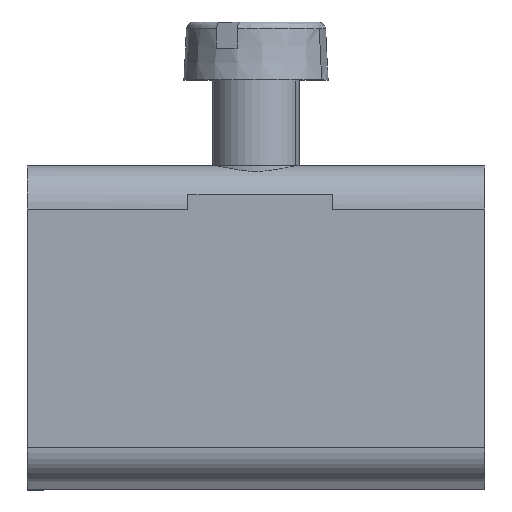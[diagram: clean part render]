
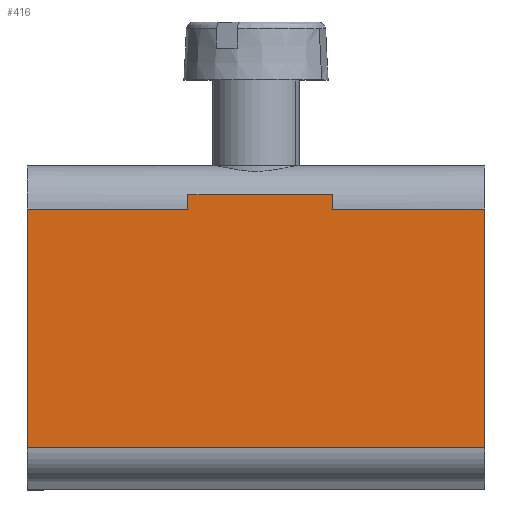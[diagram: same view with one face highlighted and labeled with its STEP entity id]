
A CAD part, top view. The second image highlights one B-rep face of the part: STEP entity #416.
In plain terms, the highlighted planar face has unit normal (0, 0, 1).
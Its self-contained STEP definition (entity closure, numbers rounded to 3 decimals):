
#23 = VERTEX_POINT ( 'NONE', #1483 ) ;
#45 = CARTESIAN_POINT ( 'NONE',  ( -17.071, -7.103, 6.846 ) ) ;
#61 = VECTOR ( 'NONE', #1065, 1000. ) ;
#81 = CARTESIAN_POINT ( 'NONE',  ( -6.521, 1.139, 6.846 ) ) ;
#99 = ORIENTED_EDGE ( 'NONE', *, *, #1572, .T. ) ;
#108 = DIRECTION ( 'NONE',  ( -1., 0., 0. ) ) ;
#161 = DIRECTION ( 'NONE',  ( 0., 1., 0. ) ) ;
#162 = VECTOR ( 'NONE', #264, 1000. ) ;
#215 = CARTESIAN_POINT ( 'NONE',  ( -11.521, 1.629, 6.846 ) ) ;
#251 = VECTOR ( 'NONE', #785, 1000. ) ;
#254 = DIRECTION ( 'NONE',  ( 0., 1., 0. ) ) ;
#264 = DIRECTION ( 'NONE',  ( 0., 1., 0. ) ) ;
#267 = CARTESIAN_POINT ( 'NONE',  ( -1.271, -7.103, 6.846 ) ) ;
#278 = VECTOR ( 'NONE', #1579, 1000. ) ;
#368 = ORIENTED_EDGE ( 'NONE', *, *, #1058, .F. ) ;
#388 = VERTEX_POINT ( 'NONE', #1206 ) ;
#415 = VERTEX_POINT ( 'NONE', #1396 ) ;
#416 = ADVANCED_FACE ( 'NONE', ( #1440 ), #501, .T. ) ;
#419 = LINE ( 'NONE', #1444, #1263 ) ;
#425 = CARTESIAN_POINT ( 'NONE',  ( -11.521, 1.139, 6.846 ) ) ;
#447 = LINE ( 'NONE', #995, #278 ) ;
#464 = CARTESIAN_POINT ( 'NONE',  ( -1.271, -7.103, 6.846 ) ) ;
#479 = CARTESIAN_POINT ( 'NONE',  ( -6.521, 1.629, 6.846 ) ) ;
#501 = PLANE ( 'NONE',  #1554 ) ;
#504 = EDGE_CURVE ( 'NONE', #1369, #388, #419, .T. ) ;
#519 = LINE ( 'NONE', #1614, #61 ) ;
#528 = EDGE_CURVE ( 'NONE', #1238, #1242, #920, .T. ) ;
#560 = EDGE_CURVE ( 'NONE', #1369, #415, #914, .T. ) ;
#564 = VECTOR ( 'NONE', #161, 1000. ) ;
#725 = ORIENTED_EDGE ( 'NONE', *, *, #1424, .T. ) ;
#732 = ORIENTED_EDGE ( 'NONE', *, *, #1581, .T. ) ;
#737 = DIRECTION ( 'NONE',  ( -1., 0., 0. ) ) ;
#785 = DIRECTION ( 'NONE',  ( -1., 0., 0. ) ) ;
#788 = EDGE_LOOP ( 'NONE', ( #1636, #725, #1014, #732, #99, #368, #1112, #1086 ) ) ;
#791 = LINE ( 'NONE', #45, #162 ) ;
#854 = DIRECTION ( 'NONE',  ( 0., 0., 1. ) ) ;
#881 = VECTOR ( 'NONE', #108, 1000. ) ;
#914 = LINE ( 'NONE', #464, #881 ) ;
#920 = LINE ( 'NONE', #215, #251 ) ;
#995 = CARTESIAN_POINT ( 'NONE',  ( -11.521, 1.629, 6.846 ) ) ;
#1014 = ORIENTED_EDGE ( 'NONE', *, *, #528, .T. ) ;
#1029 = CARTESIAN_POINT ( 'NONE',  ( -6.521, 1.629, 6.846 ) ) ;
#1058 = EDGE_CURVE ( 'NONE', #415, #23, #791, .T. ) ;
#1065 = DIRECTION ( 'NONE',  ( -1., 0., 0. ) ) ;
#1086 = ORIENTED_EDGE ( 'NONE', *, *, #504, .T. ) ;
#1112 = ORIENTED_EDGE ( 'NONE', *, *, #560, .F. ) ;
#1178 = LINE ( 'NONE', #1477, #1607 ) ;
#1206 = CARTESIAN_POINT ( 'NONE',  ( -1.271, 1.139, 6.846 ) ) ;
#1223 = VERTEX_POINT ( 'NONE', #425 ) ;
#1238 = VERTEX_POINT ( 'NONE', #1029 ) ;
#1242 = VERTEX_POINT ( 'NONE', #1692 ) ;
#1263 = VECTOR ( 'NONE', #254, 1000. ) ;
#1369 = VERTEX_POINT ( 'NONE', #267 ) ;
#1396 = CARTESIAN_POINT ( 'NONE',  ( -17.071, -7.103, 6.846 ) ) ;
#1404 = EDGE_CURVE ( 'NONE', #388, #1558, #1178, .T. ) ;
#1424 = EDGE_CURVE ( 'NONE', #1558, #1238, #1549, .T. ) ;
#1440 = FACE_OUTER_BOUND ( 'NONE', #788, .T. ) ;
#1444 = CARTESIAN_POINT ( 'NONE',  ( -1.271, -7.103, 6.846 ) ) ;
#1477 = CARTESIAN_POINT ( 'NONE',  ( -1.271, 1.139, 6.846 ) ) ;
#1483 = CARTESIAN_POINT ( 'NONE',  ( -17.071, 1.139, 6.846 ) ) ;
#1534 = DIRECTION ( 'NONE',  ( 1., 0., 0. ) ) ;
#1549 = LINE ( 'NONE', #479, #564 ) ;
#1554 = AXIS2_PLACEMENT_3D ( 'NONE', #1618, #854, #1534 ) ;
#1558 = VERTEX_POINT ( 'NONE', #81 ) ;
#1572 = EDGE_CURVE ( 'NONE', #1223, #23, #519, .T. ) ;
#1579 = DIRECTION ( 'NONE',  ( 0., -1., 0. ) ) ;
#1581 = EDGE_CURVE ( 'NONE', #1242, #1223, #447, .T. ) ;
#1607 = VECTOR ( 'NONE', #737, 1000. ) ;
#1614 = CARTESIAN_POINT ( 'NONE',  ( -1.271, 1.139, 6.846 ) ) ;
#1618 = CARTESIAN_POINT ( 'NONE',  ( -1.271, -7.103, 6.846 ) ) ;
#1636 = ORIENTED_EDGE ( 'NONE', *, *, #1404, .T. ) ;
#1692 = CARTESIAN_POINT ( 'NONE',  ( -11.521, 1.629, 6.846 ) ) ;
